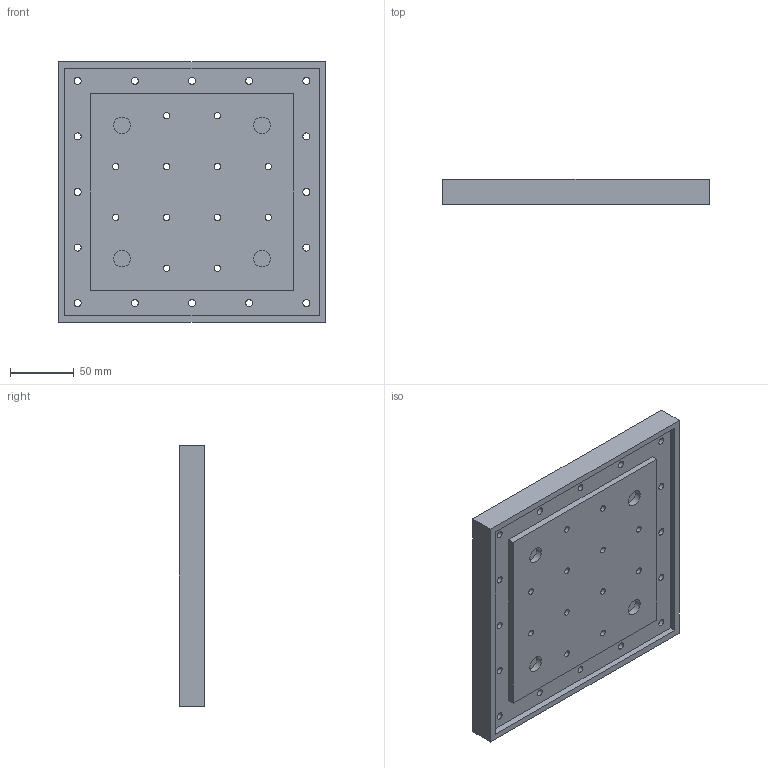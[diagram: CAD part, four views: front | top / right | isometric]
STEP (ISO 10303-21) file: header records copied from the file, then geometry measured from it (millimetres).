
FILE_DESCRIPTION(('FreeCAD Model'),'2;1');
FILE_NAME('Open CASCADE Shape Model','2025-03-24T10:02:05',(''),(''), 'Open CASCADE STEP processor 7.8','FreeCAD','Unknown');
FILE_SCHEMA(('AUTOMOTIVE_DESIGN { 1 0 10303 214 1 1 1 1 }'));
Length unit declared in the file: millimetre
Products named in the file (1): MoldTop
Bounding box: 210 x 20 x 205 mm (x, y, z)
Volume: 768464.4 mm3; surface area: 119689.7 mm2
Topology: 1 solids, 1 shells, 108 faces, 216 edges, 144 vertices
Faces by surface type: cylinder 60, plane 48
Full cylindrical faces by diameter (mm): 5 x12, 5.5 x16, 9 x28, 13 x4
Entity records: 5912 total; most frequent: CARTESIAN_POINT 1117, DIRECTION 950, ORIENTED_EDGE 432, PCURVE 432, DEFINITIONAL_REPRESENTATION 432, LINE 408, VECTOR 408, AXIS2_PLACEMENT_3D 229
